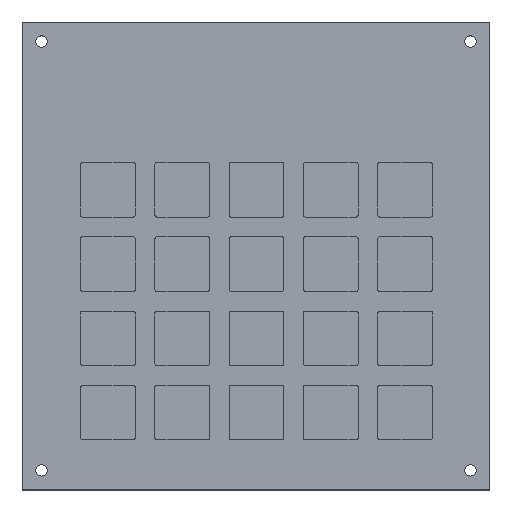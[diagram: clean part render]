
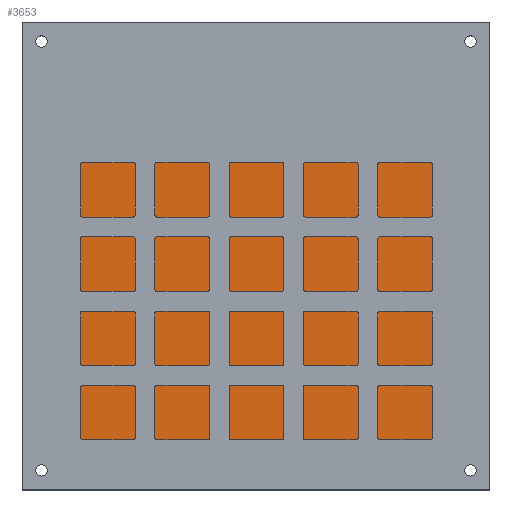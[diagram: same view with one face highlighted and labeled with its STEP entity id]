
A CAD part, top view. The second image highlights one B-rep face of the part: STEP entity #3653.
In plain terms, the highlighted planar face has unit normal (0, 0, 1).
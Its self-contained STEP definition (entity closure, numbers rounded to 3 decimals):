
#343=FACE_OUTER_BOUND('',#531,.T.);
#531=EDGE_LOOP('',(#2465,#2466,#2467,#2468,#2469,#2470,#2471,#2472));
#779=LINE('',#5337,#1155);
#781=LINE('',#5342,#1157);
#783=LINE('',#5346,#1159);
#787=LINE('',#5353,#1163);
#788=LINE('',#5356,#1164);
#789=LINE('',#5358,#1165);
#790=LINE('',#5359,#1166);
#791=LINE('',#5360,#1167);
#1155=VECTOR('',#4228,10.);
#1157=VECTOR('',#4232,10.);
#1159=VECTOR('',#4236,10.);
#1163=VECTOR('',#4240,10.);
#1164=VECTOR('',#4243,10.);
#1165=VECTOR('',#4244,10.);
#1166=VECTOR('',#4245,10.);
#1167=VECTOR('',#4246,10.);
#1529=VERTEX_POINT('',#5333);
#1530=VERTEX_POINT('',#5335);
#1531=VERTEX_POINT('',#5339);
#1532=VERTEX_POINT('',#5341);
#1533=VERTEX_POINT('',#5345);
#1536=VERTEX_POINT('',#5351);
#1537=VERTEX_POINT('',#5355);
#1538=VERTEX_POINT('',#5357);
#1899=EDGE_CURVE('',#1530,#1529,#779,.T.);
#1901=EDGE_CURVE('',#1532,#1531,#781,.T.);
#1903=EDGE_CURVE('',#1529,#1533,#783,.T.);
#1907=EDGE_CURVE('',#1536,#1531,#787,.T.);
#1908=EDGE_CURVE('',#1537,#1536,#788,.T.);
#1909=EDGE_CURVE('',#1538,#1537,#789,.T.);
#1910=EDGE_CURVE('',#1533,#1538,#790,.T.);
#1911=EDGE_CURVE('',#1532,#1530,#791,.T.);
#2465=ORIENTED_EDGE('',*,*,#1907,.F.);
#2466=ORIENTED_EDGE('',*,*,#1908,.F.);
#2467=ORIENTED_EDGE('',*,*,#1909,.F.);
#2468=ORIENTED_EDGE('',*,*,#1910,.F.);
#2469=ORIENTED_EDGE('',*,*,#1903,.F.);
#2470=ORIENTED_EDGE('',*,*,#1899,.F.);
#2471=ORIENTED_EDGE('',*,*,#1911,.F.);
#2472=ORIENTED_EDGE('',*,*,#1901,.T.);
#3553=PLANE('',#3856);
#3653=ADVANCED_FACE('',(#343),#3553,.T.);
#3856=AXIS2_PLACEMENT_3D('',#5354,#4241,#4242);
#4228=DIRECTION('',(0.,-1.,0.));
#4232=DIRECTION('',(0.,-1.,0.));
#4236=DIRECTION('',(1.,0.,0.));
#4240=DIRECTION('',(1.,0.,0.));
#4241=DIRECTION('center_axis',(0.,0.,1.));
#4242=DIRECTION('ref_axis',(1.,0.,0.));
#4243=DIRECTION('',(0.,1.,0.));
#4244=DIRECTION('',(-1.,0.,0.));
#4245=DIRECTION('',(0.,-1.,0.));
#4246=DIRECTION('',(1.,0.,0.));
#5333=CARTESIAN_POINT('',(45.,50.,3.));
#5335=CARTESIAN_POINT('',(45.,60.,3.));
#5337=CARTESIAN_POINT('',(45.,74.919,3.));
#5339=CARTESIAN_POINT('',(31.,50.,3.));
#5341=CARTESIAN_POINT('',(31.,60.,3.));
#5342=CARTESIAN_POINT('',(31.,74.919,3.));
#5345=CARTESIAN_POINT('',(50.,50.,3.));
#5346=CARTESIAN_POINT('',(-25.,50.,3.));
#5351=CARTESIAN_POINT('',(-50.,50.,3.));
#5353=CARTESIAN_POINT('',(-25.,50.,3.));
#5354=CARTESIAN_POINT('Origin',(0.,0.,3.));
#5355=CARTESIAN_POINT('',(-50.,-50.,3.));
#5356=CARTESIAN_POINT('',(-50.,-25.,3.));
#5357=CARTESIAN_POINT('',(50.,-50.,3.));
#5358=CARTESIAN_POINT('',(25.,-50.,3.));
#5359=CARTESIAN_POINT('',(50.,25.,3.));
#5360=CARTESIAN_POINT('',(45.5,60.,3.));
